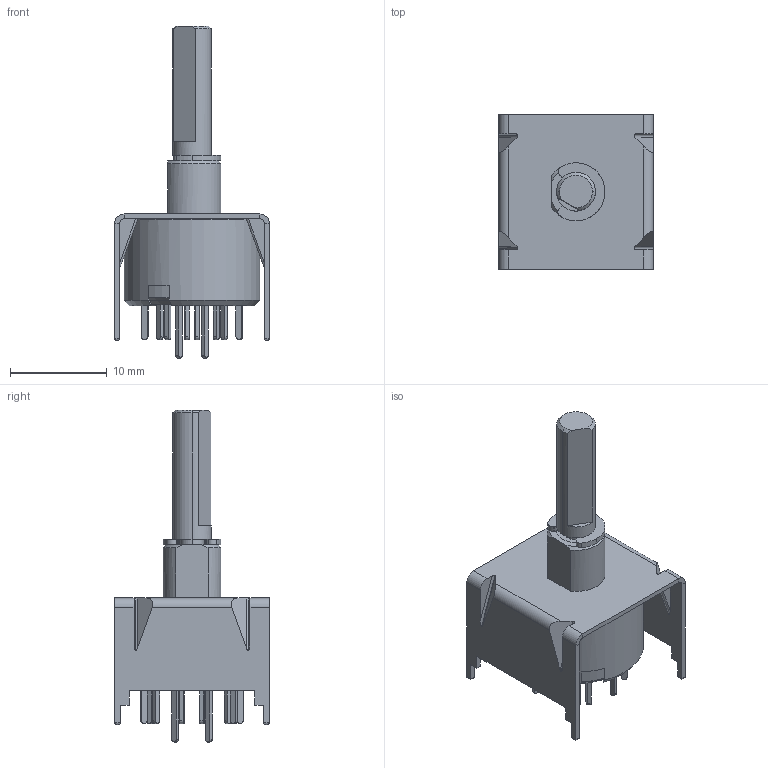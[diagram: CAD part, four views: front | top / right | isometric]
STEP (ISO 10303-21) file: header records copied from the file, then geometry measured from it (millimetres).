
FILE_DESCRIPTION (( 'STEP AP203' ), '1' );
FILE_NAME ('4ﾏ2ﾍ 34 IP40-0.STEP', '2020-09-02T08:47:18', ( '' ), ( '' ), 'SwSTEP 2.0', 'SolidWorks 2017', '' );
FILE_SCHEMA (( 'CONFIG_CONTROL_DESIGN' ));
Length unit declared in the file: millimetre
Products named in the file (22): 櫻蠉錪2; ÌÏÍ3 10Ï âûâîä-oa7; 4ﾏ2ﾍ 34 IP40-0; ﾔﾈﾌﾄ-ﾝ.18.34 ﾂ琿_34; �����_4�2�; ÌÏÍ3 10Ï îñíîâàíèå; 扻錪犩 諘瀁謺鍷; ÌÏÍ3 Ïðóæèíêà Ô ïðÿìàÿ; ﾔﾈﾌﾄ.745328.001 ﾊ煇鳫; ÌÏÍ3 Êîíòàêò íà 180; 扻豵鵨; ÔÈÌÄ-Ý.18.27 Óçåë ôèêñàöèè; ÌÏÍ3 ðîòîð 4Í; 匀棠.754175.002 暑朦鲱 箫腩蝽栩咫铄
Assembly tree (20 placements, depth 3):
  4ﾏ2ﾍ 34 IP40-0
    ÔÈÌÄ-Ý.18.27 Óçåë ôèêñàöèè
      扻豵鵨
      扻錪犩 諘瀁謺鍷
      匀棠.754175.002 暑朦鲱 箫腩蝽栩咫铄  x2
    �����_4�2�
      ÌÏÍ3 Êîíòàêò íà 180
      ÌÏÍ3 10Ï âûâîä-oa7
      ÌÏÍ3 10Ï îñíîâàíèå
      ÌÏÍ3 Êîíòàêò íà 180
      ÌÏÍ3 10Ï âûâîä-oa7
      ÌÏÍ3 10Ï âûâîä-oa7
      ÌÏÍ3 10Ï âûâîä-oa7
      ÌÏÍ3 10Ï âûâîä-oa7
      ÌÏÍ3 10Ï âûâîä-oa7
      ÌÏÍ3 10Ï âûâîä-oa7
      ÌÏÍ3 10Ï âûâîä-oa7
      櫻蠉錪2
    ﾔﾈﾌﾄ-ﾝ.18.34 ﾂ琿_34
    ﾔﾈﾌﾄ.745328.001 ﾊ煇鳫
  ÌÏÍ3 Ïðóæèíêà Ô ïðÿìàÿ
  ÌÏÍ3 ðîòîð 4Í
Bounding box: 16 x 16 x 34.35 mm (x, y, z)
Volume: 1214.8 mm3; surface area: 3713.7 mm2
Topology: 18 solids, 18 shells, 392 faces, 952 edges, 616 vertices
Faces by surface type: plane 218, cylinder 122, bspline 32, cone 20
Entity records: 14040 total; most frequent: CARTESIAN_POINT 2765, ORIENTED_EDGE 1888, DIRECTION 1814, EDGE_CURVE 944, LINE 612, VERTEX_POINT 612, VECTOR 612, AXIS2_PLACEMENT_3D 601
